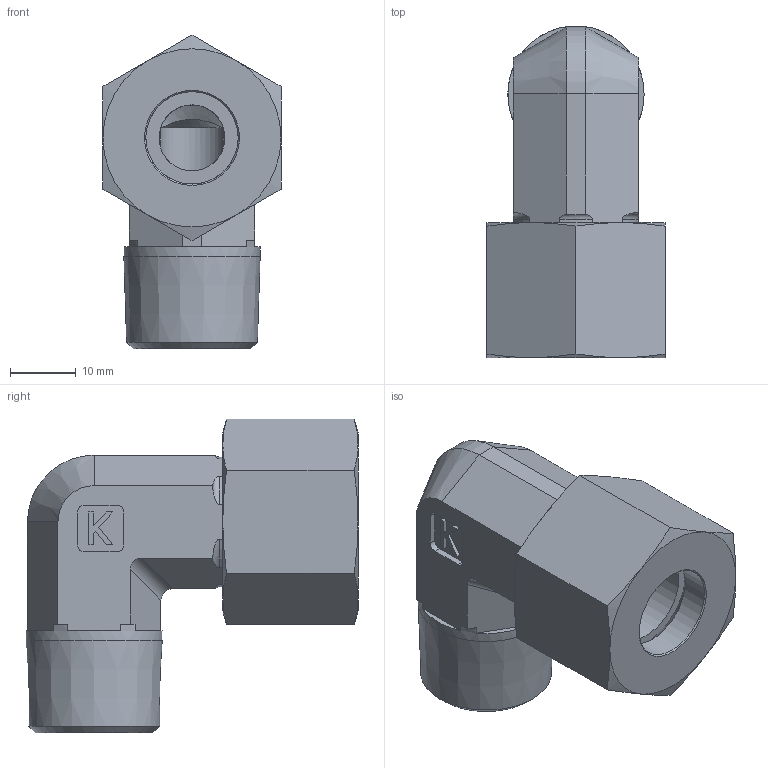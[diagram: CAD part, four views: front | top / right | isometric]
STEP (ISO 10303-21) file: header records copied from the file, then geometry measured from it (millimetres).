
FILE_DESCRIPTION((''),'2;1');
FILE_NAME('22003142022.stp','2014-08-26T10:56:27',(''),('KNOMI spol. s r. o.'),'Autodesk Inventor 2012','Autodesk Inventor 2012','');
FILE_SCHEMA(('AUTOMOTIVE_DESIGN { 1 2 10303 214 0 1 1 1 }'));
Length unit declared in the file: millimetre
Products named in the file (4): LHCM3 14LMkuž M20x1,5/M22x1; 21003 142022; 3981422; 40814
Assembly tree (3 placements, depth 2):
  LHCM3 14LMkuž M20x1,5/M22x1
    21003 142022
    3981422
    40814
Bounding box: 27 x 50.33 x 47.59 mm (x, y, z)
Volume: 22061.9 mm3; surface area: 11524.5 mm2
Topology: 3 solids, 3 shells, 143 faces, 369 edges, 241 vertices
Faces by surface type: plane 63, cone 35, cylinder 28, torus 17
Full cylindrical faces by diameter (mm): 10 x2, 14 x3, 16.2 x1, 19 x1, 20.376 x1, 20.657 x1, 22 x1
Entity records: 4569 total; most frequent: CARTESIAN_POINT 1049, DIRECTION 670, ORIENTED_EDGE 660, EDGE_CURVE 330, AXIS2_PLACEMENT_3D 261, VERTEX_POINT 220, EDGE_LOOP 176, STYLED_ITEM 152
